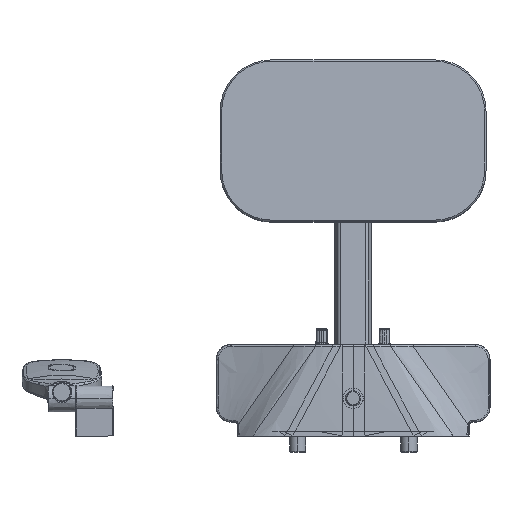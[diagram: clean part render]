
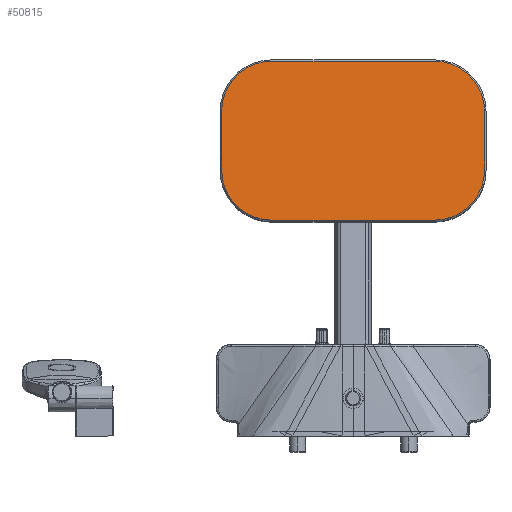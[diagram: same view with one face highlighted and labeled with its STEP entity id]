
A CAD part, front view. The second image highlights one B-rep face of the part: STEP entity #50815.
In plain terms, the highlighted planar face has unit normal (0, -0.996, 0.087).
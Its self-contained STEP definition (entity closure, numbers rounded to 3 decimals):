
#218 = DIRECTION ( 'NONE',  ( -1., 0., 0. ) ) ;
#966 = CARTESIAN_POINT ( 'NONE',  ( -178., 1028.605, 438.264 ) ) ;
#1037 = CARTESIAN_POINT ( 'NONE',  ( -110., 1015.706, 290.827 ) ) ;
#1688 = DIRECTION ( 'NONE',  ( 0., -0.996, 0.087 ) ) ;
#1968 = CARTESIAN_POINT ( 'NONE',  ( 178., 1028.605, 438.264 ) ) ;
#4124 = CARTESIAN_POINT ( 'NONE',  ( 110., 1021.633, 358.568 ) ) ;
#5294 = EDGE_LOOP ( 'NONE', ( #11152, #11975, #12180, #12648, #12821, #13477, #14207, #16777 ) ) ;
#5996 = VERTEX_POINT ( 'NONE', #966 ) ;
#8539 = DIRECTION ( 'NONE',  ( -1., 0., 0. ) ) ;
#10245 = DIRECTION ( 'NONE',  ( 0., 0.087, 0.996 ) ) ;
#11152 = ORIENTED_EDGE ( 'NONE', *, *, #21142, .T. ) ;
#11829 = CARTESIAN_POINT ( 'NONE',  ( -110., 1034.532, 506.005 ) ) ;
#11975 = ORIENTED_EDGE ( 'NONE', *, *, #21904, .T. ) ;
#12180 = ORIENTED_EDGE ( 'NONE', *, *, #22240, .T. ) ;
#12648 = ORIENTED_EDGE ( 'NONE', *, *, #22427, .T. ) ;
#12821 = ORIENTED_EDGE ( 'NONE', *, *, #22995, .T. ) ;
#13477 = ORIENTED_EDGE ( 'NONE', *, *, #23640, .T. ) ;
#14207 = ORIENTED_EDGE ( 'NONE', *, *, #23899, .T. ) ;
#16231 = LINE ( 'NONE', #1968, #16766 ) ;
#16264 = DIRECTION ( 'NONE',  ( 1., 0., 0. ) ) ;
#16439 = CIRCLE ( 'NONE', #33722, 68. ) ;
#16766 = VECTOR ( 'NONE', #10245, 1000. ) ;
#16777 = ORIENTED_EDGE ( 'NONE', *, *, #24136, .T. ) ;
#16885 = CIRCLE ( 'NONE', #35360, 68. ) ;
#17118 = DIRECTION ( 'NONE',  ( 0., -0.996, 0.087 ) ) ;
#18317 = LINE ( 'NONE', #46424, #18373 ) ;
#18373 = VECTOR ( 'NONE', #16264, 1000. ) ;
#19403 = VERTEX_POINT ( 'NONE', #53717 ) ;
#19841 = CIRCLE ( 'NONE', #38513, 68. ) ;
#20243 = DIRECTION ( 'NONE',  ( 0., 0.996, -0.087 ) ) ;
#20410 = VECTOR ( 'NONE', #53926, 1000. ) ;
#20568 = LINE ( 'NONE', #28336, #20410 ) ;
#21104 = CIRCLE ( 'NONE', #40167, 68. ) ;
#21142 = EDGE_CURVE ( 'NONE', #19403, #46672, #23609, .T. ) ;
#21904 = EDGE_CURVE ( 'NONE', #46672, #5996, #21104, .T. ) ;
#22240 = EDGE_CURVE ( 'NONE', #5996, #36606, #20568, .T. ) ;
#22427 = EDGE_CURVE ( 'NONE', #36606, #49331, #19841, .T. ) ;
#22995 = EDGE_CURVE ( 'NONE', #49331, #34030, #18317, .T. ) ;
#23551 = VECTOR ( 'NONE', #32516, 1000. ) ;
#23609 = LINE ( 'NONE', #23792, #23551 ) ;
#23640 = EDGE_CURVE ( 'NONE', #34030, #31612, #16885, .T. ) ;
#23792 = CARTESIAN_POINT ( 'NONE',  ( -110., 1034.532, 506.005 ) ) ;
#23899 = EDGE_CURVE ( 'NONE', #31612, #27276, #16231, .T. ) ;
#24136 = EDGE_CURVE ( 'NONE', #27276, #19403, #16439, .T. ) ;
#24425 = CARTESIAN_POINT ( 'NONE',  ( 110., 1021.633, 358.568 ) ) ;
#25920 = CARTESIAN_POINT ( 'NONE',  ( 178., 1021.633, 358.568 ) ) ;
#26460 = DIRECTION ( 'NONE',  ( 0., -0.996, 0.087 ) ) ;
#27276 = VERTEX_POINT ( 'NONE', #42117 ) ;
#27917 = CARTESIAN_POINT ( 'NONE',  ( -110., 1028.605, 438.264 ) ) ;
#28336 = CARTESIAN_POINT ( 'NONE',  ( -178., 1021.633, 358.568 ) ) ;
#31612 = VERTEX_POINT ( 'NONE', #25920 ) ;
#32254 = DIRECTION ( 'NONE',  ( -1., 0., 0. ) ) ;
#32516 = DIRECTION ( 'NONE',  ( -1., 0., 0. ) ) ;
#33722 = AXIS2_PLACEMENT_3D ( 'NONE', #42991, #17118, #47252 ) ;
#34030 = VERTEX_POINT ( 'NONE', #46673 ) ;
#34656 = DIRECTION ( 'NONE',  ( 0., -0.996, 0.087 ) ) ;
#35360 = AXIS2_PLACEMENT_3D ( 'NONE', #4124, #34656, #8539 ) ;
#36606 = VERTEX_POINT ( 'NONE', #44411 ) ;
#37426 = PLANE ( 'NONE',  #46062 ) ;
#38513 = AXIS2_PLACEMENT_3D ( 'NONE', #52048, #26460, #218 ) ;
#40167 = AXIS2_PLACEMENT_3D ( 'NONE', #27917, #1688, #32254 ) ;
#42117 = CARTESIAN_POINT ( 'NONE',  ( 178., 1028.605, 438.264 ) ) ;
#42991 = CARTESIAN_POINT ( 'NONE',  ( 110., 1028.605, 438.264 ) ) ;
#44411 = CARTESIAN_POINT ( 'NONE',  ( -178., 1021.633, 358.568 ) ) ;
#46062 = AXIS2_PLACEMENT_3D ( 'NONE', #24425, #20243, #50265 ) ;
#46240 = FACE_OUTER_BOUND ( 'NONE', #5294, .T. ) ;
#46424 = CARTESIAN_POINT ( 'NONE',  ( 110., 1015.706, 290.827 ) ) ;
#46672 = VERTEX_POINT ( 'NONE', #11829 ) ;
#46673 = CARTESIAN_POINT ( 'NONE',  ( 110., 1015.706, 290.827 ) ) ;
#47252 = DIRECTION ( 'NONE',  ( -1., 0., 0. ) ) ;
#49331 = VERTEX_POINT ( 'NONE', #1037 ) ;
#50265 = DIRECTION ( 'NONE',  ( -1., 0., 0. ) ) ;
#50815 = ADVANCED_FACE ( 'NONE', ( #46240 ), #37426, .F. ) ;
#52048 = CARTESIAN_POINT ( 'NONE',  ( -110., 1021.633, 358.568 ) ) ;
#53717 = CARTESIAN_POINT ( 'NONE',  ( 110., 1034.532, 506.005 ) ) ;
#53926 = DIRECTION ( 'NONE',  ( 0., -0.087, -0.996 ) ) ;
